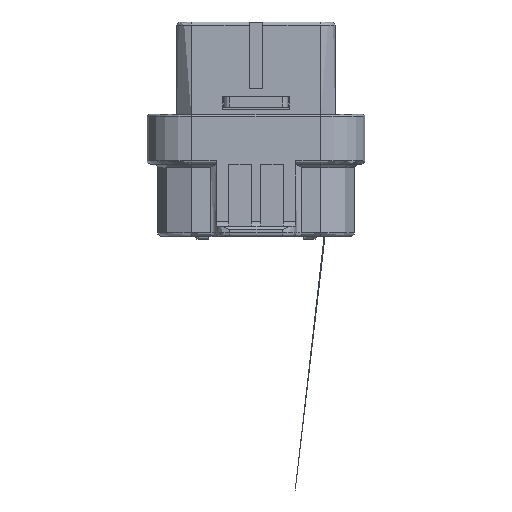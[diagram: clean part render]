
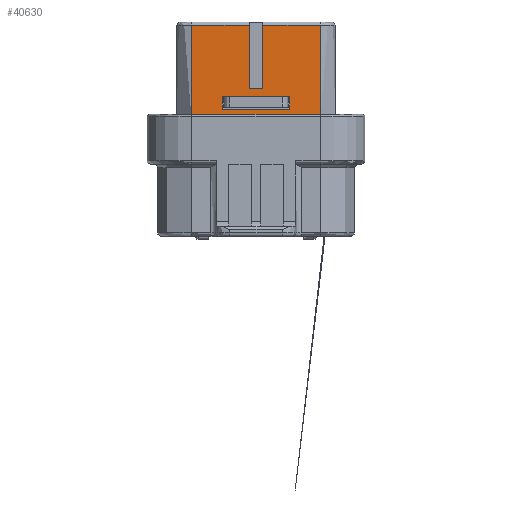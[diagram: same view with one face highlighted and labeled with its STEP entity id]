
A CAD part, front view. The second image highlights one B-rep face of the part: STEP entity #40630.
In plain terms, the highlighted planar face has unit normal (0, -1, 0).
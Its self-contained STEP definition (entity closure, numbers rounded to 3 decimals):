
#38102=CARTESIAN_POINT('',(-10.804,-10.616,58.13));
#38103=VERTEX_POINT('',#38102);
#38110=CARTESIAN_POINT('',(-10.804,-10.616,56.23));
#38111=VERTEX_POINT('',#38110);
#38112=CARTESIAN_POINT('',(-10.804,-10.616,56.23));
#38113=DIRECTION('',(0.,0.,1.));
#38114=VECTOR('',#38113,1.9);
#38115=LINE('',#38112,#38114);
#38116=EDGE_CURVE('',#38111,#38103,#38115,.T.);
#38133=CARTESIAN_POINT('',(-0.804,-10.616,56.23));
#38134=VERTEX_POINT('',#38133);
#38143=CARTESIAN_POINT('',(-0.804,-10.616,56.23));
#38144=DIRECTION('',(-1.,0.,0.));
#38145=VECTOR('',#38144,10.);
#38146=LINE('',#38143,#38145);
#38147=EDGE_CURVE('',#38134,#38111,#38146,.T.);
#38157=CARTESIAN_POINT('',(-0.804,-10.616,58.13));
#38158=VERTEX_POINT('',#38157);
#38167=CARTESIAN_POINT('',(-0.804,-10.616,58.13));
#38168=DIRECTION('',(0.,0.,-1.));
#38169=VECTOR('',#38168,1.9);
#38170=LINE('',#38167,#38169);
#38171=EDGE_CURVE('',#38158,#38134,#38170,.T.);
#40538=CARTESIAN_POINT('',(-5.754,-10.616,57.255));
#40539=DIRECTION('',(1.,0.,0.));
#40540=DIRECTION('',(0.,-1.,0.));
#40541=AXIS2_PLACEMENT_3D('',#40538,#40540,#40539);
#40542=PLANE('',#40541);
#40543=CARTESIAN_POINT('',(-4.804,-10.616,68.63));
#40544=VERTEX_POINT('',#40543);
#40545=CARTESIAN_POINT('',(3.696,-10.616,68.63));
#40546=VERTEX_POINT('',#40545);
#40547=CARTESIAN_POINT('',(-4.804,-10.616,68.63));
#40548=DIRECTION('',(1.,0.,0.));
#40549=VECTOR('',#40548,8.5);
#40550=LINE('',#40547,#40549);
#40551=EDGE_CURVE('',#40544,#40546,#40550,.T.);
#40552=ORIENTED_EDGE('',*,*,#40551,.F.);
#40553=CARTESIAN_POINT('',(-4.804,-10.616,59.38));
#40554=VERTEX_POINT('',#40553);
#40555=CARTESIAN_POINT('',(-4.804,-10.616,68.63));
#40556=DIRECTION('',(0.,0.,-1.));
#40557=VECTOR('',#40556,9.25);
#40558=LINE('',#40555,#40557);
#40559=EDGE_CURVE('',#40544,#40554,#40558,.T.);
#40560=ORIENTED_EDGE('',*,*,#40559,.T.);
#40561=CARTESIAN_POINT('',(-6.804,-10.616,59.38));
#40562=VERTEX_POINT('',#40561);
#40563=CARTESIAN_POINT('',(-4.804,-10.616,59.38));
#40564=DIRECTION('',(-1.,0.,0.));
#40565=VECTOR('',#40564,2.);
#40566=LINE('',#40563,#40565);
#40567=EDGE_CURVE('',#40554,#40562,#40566,.T.);
#40568=ORIENTED_EDGE('',*,*,#40567,.T.);
#40569=CARTESIAN_POINT('',(-6.804,-10.616,68.63));
#40570=VERTEX_POINT('',#40569);
#40571=CARTESIAN_POINT('',(-6.804,-10.616,59.38));
#40572=DIRECTION('',(0.,0.,1.));
#40573=VECTOR('',#40572,9.25);
#40574=LINE('',#40571,#40573);
#40575=EDGE_CURVE('',#40562,#40570,#40574,.T.);
#40576=ORIENTED_EDGE('',*,*,#40575,.T.);
#40577=CARTESIAN_POINT('',(-15.304,-10.616,68.63));
#40578=VERTEX_POINT('',#40577);
#40579=CARTESIAN_POINT('',(-15.304,-10.616,68.63));
#40580=DIRECTION('',(1.,0.,0.));
#40581=VECTOR('',#40580,8.5);
#40582=LINE('',#40579,#40581);
#40583=EDGE_CURVE('',#40578,#40570,#40582,.T.);
#40584=ORIENTED_EDGE('',*,*,#40583,.F.);
#40585=CARTESIAN_POINT('',(-15.304,-10.616,54.38));
#40586=VERTEX_POINT('',#40585);
#40587=CARTESIAN_POINT('',(-15.304,-10.616,68.63));
#40588=DIRECTION('',(0.,0.,-1.));
#40589=VECTOR('',#40588,14.25);
#40590=LINE('',#40587,#40589);
#40591=EDGE_CURVE('',#40578,#40586,#40590,.T.);
#40592=ORIENTED_EDGE('',*,*,#40591,.T.);
#40593=CARTESIAN_POINT('',(3.696,-10.616,54.38));
#40594=VERTEX_POINT('',#40593);
#40595=CARTESIAN_POINT('',(-15.304,-10.616,54.38));
#40596=CARTESIAN_POINT('',(-14.249,-10.616,54.38));
#40597=CARTESIAN_POINT('',(-12.665,-10.616,54.38));
#40598=CARTESIAN_POINT('',(-10.554,-10.616,54.38));
#40599=CARTESIAN_POINT('',(-8.971,-10.616,54.38));
#40600=CARTESIAN_POINT('',(-7.388,-10.616,54.38));
#40601=CARTESIAN_POINT('',(-5.804,-10.616,54.38));
#40602=CARTESIAN_POINT('',(-4.221,-10.616,54.38));
#40603=CARTESIAN_POINT('',(-2.638,-10.616,54.38));
#40604=CARTESIAN_POINT('',(-1.054,-10.616,54.38));
#40605=CARTESIAN_POINT('',(1.057,-10.616,54.38));
#40606=CARTESIAN_POINT('',(2.64,-10.616,54.38));
#40607=CARTESIAN_POINT('',(3.696,-10.616,54.38));
#40608=B_SPLINE_CURVE_WITH_KNOTS('',3,(#40595,#40596,#40597,#40598,#40599,#40600,#40601,#40602,#40603,#40604,#40605,#40606,#40607),.UNSPECIFIED.,.F.,.U.,(4,1,1,1,1,1,1,1,1,1,4),(0.,0.167,0.25,0.333,0.417,0.5,0.583,0.667,0.75,0.833,1.),.UNSPECIFIED.);
#40609=EDGE_CURVE('',#40586,#40594,#40608,.T.);
#40610=ORIENTED_EDGE('',*,*,#40609,.T.);
#40611=CARTESIAN_POINT('',(3.696,-10.616,68.63));
#40612=DIRECTION('',(0.,0.,-1.));
#40613=VECTOR('',#40612,14.25);
#40614=LINE('',#40611,#40613);
#40615=EDGE_CURVE('',#40546,#40594,#40614,.T.);
#40616=ORIENTED_EDGE('',*,*,#40615,.F.);
#40617=EDGE_LOOP('',(#40552,#40560,#40568,#40576,#40584,#40592,#40610,#40616));
#40618=FACE_OUTER_BOUND('',#40617,.T.);
#40619=ORIENTED_EDGE('',*,*,#38116,.T.);
#40620=CARTESIAN_POINT('',(-10.804,-10.616,58.13));
#40621=DIRECTION('',(1.,0.,0.));
#40622=VECTOR('',#40621,10.);
#40623=LINE('',#40620,#40622);
#40624=EDGE_CURVE('',#38103,#38158,#40623,.T.);
#40625=ORIENTED_EDGE('',*,*,#40624,.T.);
#40626=ORIENTED_EDGE('',*,*,#38171,.T.);
#40627=ORIENTED_EDGE('',*,*,#38147,.T.);
#40628=EDGE_LOOP('',(#40619,#40625,#40626,#40627));
#40629=FACE_BOUND('',#40628,.T.);
#40630=ADVANCED_FACE('',(#40618,#40629),#40542,.T.);
